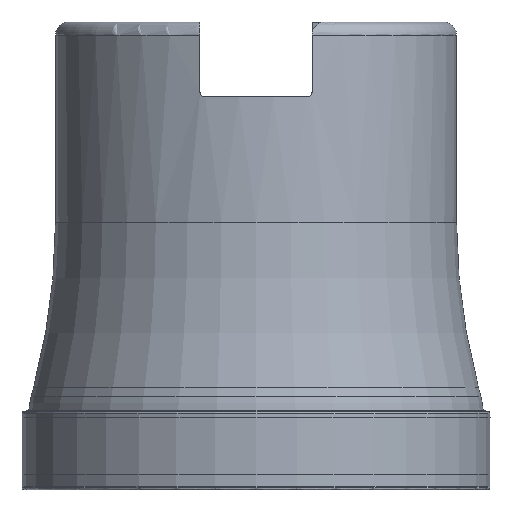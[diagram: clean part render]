
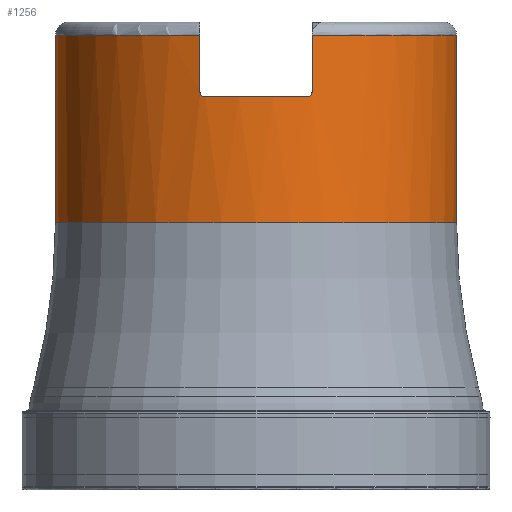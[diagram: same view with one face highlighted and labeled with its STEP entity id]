
A CAD part, left-side view. The second image highlights one B-rep face of the part: STEP entity #1256.
In plain terms, the highlighted cylindrical face has radius 15 mm (diameter 30 mm), a partial arc.
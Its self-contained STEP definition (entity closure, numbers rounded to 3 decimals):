
#18=CARTESIAN_POINT('',(0.,0.,1.));
#19=DIRECTION('',(0.,0.,1.));
#20=DIRECTION('',(0.96,0.28,0.));
#21=AXIS2_PLACEMENT_3D('',#18,#19,#20);
#27=DIRECTION('',(0.,0.,-1.));
#28=VECTOR('',#27,4.2);
#29=CARTESIAN_POINT('',(14.4,4.2,5.2));
#30=LINE('',#29,#28);
#34=CARTESIAN_POINT('',(0.,0.,5.6));
#35=DIRECTION('',(0.,0.,-1.));
#36=DIRECTION('',(0.967,0.253,0.));
#37=AXIS2_PLACEMENT_3D('',#34,#35,#36);
#42=DIRECTION('',(0.,0.,-1.));
#43=VECTOR('',#42,4.2);
#44=CARTESIAN_POINT('',(14.4,-4.2,5.2));
#45=LINE('',#44,#43);
#49=CARTESIAN_POINT('',(0.,0.,1.));
#50=DIRECTION('',(0.,0.,1.));
#51=DIRECTION('',(0.,-1.,0.));
#52=AXIS2_PLACEMENT_3D('',#49,#50,#51);
#73=DIRECTION('',(0.,0.,1.));
#74=VECTOR('',#73,14.);
#75=CARTESIAN_POINT('',(0.,15.,1.));
#76=LINE('',#75,#74);
#80=DIRECTION('',(0.,0.,1.));
#81=VECTOR('',#80,14.);
#82=CARTESIAN_POINT('',(0.,-15.,1.));
#83=LINE('',#82,#81);
#141=CARTESIAN_POINT('',(0.,0.,15.));
#142=DIRECTION('',(0.,0.,-1.));
#143=DIRECTION('',(0.,1.,0.));
#144=AXIS2_PLACEMENT_3D('',#141,#142,#143);
#790=CARTESIAN_POINT('',(14.4,-4.2,1.));
#1021=CARTESIAN_POINT('',(14.4,-4.2,5.2));
#1022=CARTESIAN_POINT('',(14.4,-4.2,5.218));
#1023=CARTESIAN_POINT('',(14.401,-4.197,5.255));
#1024=CARTESIAN_POINT('',(14.404,-4.186,5.311));
#1025=CARTESIAN_POINT('',(14.41,-4.166,5.364));
#1026=CARTESIAN_POINT('',(14.417,-4.14,5.414));
#1027=CARTESIAN_POINT('',(14.427,-4.106,5.46));
#1028=CARTESIAN_POINT('',(14.439,-4.066,5.501));
#1029=CARTESIAN_POINT('',(14.451,-4.02,5.536));
#1030=CARTESIAN_POINT('',(14.465,-3.97,5.564));
#1031=CARTESIAN_POINT('',(14.48,-3.915,5.585));
#1032=CARTESIAN_POINT('',(14.495,-3.858,5.597));
#1033=CARTESIAN_POINT('',(14.506,-3.819,5.6));
#1034=CARTESIAN_POINT('',(14.511,-3.8,5.6));
#1057=CARTESIAN_POINT('',(14.511,3.8,5.6));
#1058=CARTESIAN_POINT('',(14.506,3.819,5.6));
#1059=CARTESIAN_POINT('',(14.495,3.858,5.597));
#1060=CARTESIAN_POINT('',(14.48,3.915,5.585));
#1061=CARTESIAN_POINT('',(14.465,3.97,5.564));
#1062=CARTESIAN_POINT('',(14.451,4.02,5.536));
#1063=CARTESIAN_POINT('',(14.439,4.066,5.501));
#1064=CARTESIAN_POINT('',(14.427,4.106,5.46));
#1065=CARTESIAN_POINT('',(14.417,4.14,5.414));
#1066=CARTESIAN_POINT('',(14.41,4.166,5.364));
#1067=CARTESIAN_POINT('',(14.404,4.186,5.311));
#1068=CARTESIAN_POINT('',(14.401,4.197,5.255));
#1069=CARTESIAN_POINT('',(14.4,4.2,5.218));
#1070=CARTESIAN_POINT('',(14.4,4.2,5.2));
#1121=CARTESIAN_POINT('',(0.,15.,1.));
#1123=VERTEX_POINT('',#1121);
#1125=CARTESIAN_POINT('',(14.4,4.2,1.));
#1126=VERTEX_POINT('',#1125);
#1127=CARTESIAN_POINT('',(0.,15.,15.));
#1128=VERTEX_POINT('',#1127);
#1129=CARTESIAN_POINT('',(0.,-15.,1.));
#1130=CARTESIAN_POINT('',(0.,-15.,15.));
#1131=VERTEX_POINT('',#1129);
#1132=VERTEX_POINT('',#1130);
#1165=CARTESIAN_POINT('',(14.4,-4.2,5.2));
#1167=VERTEX_POINT('',#1165);
#1169=CARTESIAN_POINT('',(14.511,-3.8,5.6));
#1171=VERTEX_POINT('',#1169);
#1173=CARTESIAN_POINT('',(14.511,3.8,5.6));
#1175=VERTEX_POINT('',#1173);
#1177=CARTESIAN_POINT('',(14.4,4.2,5.2));
#1179=VERTEX_POINT('',#1177);
#1204=VERTEX_POINT('',#790);
#1229=CARTESIAN_POINT('',(0.,0.,36.287));
#1230=DIRECTION('',(0.,0.,-1.));
#1231=DIRECTION('',(0.,-1.,0.));
#1232=AXIS2_PLACEMENT_3D('',#1229,#1230,#1231);
#1233=CYLINDRICAL_SURFACE('',#1232,15.);
#1235=ORIENTED_EDGE('',*,*,#1234,.F.);
#1237=ORIENTED_EDGE('',*,*,#1236,.F.);
#1239=ORIENTED_EDGE('',*,*,#1238,.F.);
#1241=ORIENTED_EDGE('',*,*,#1240,.T.);
#1243=ORIENTED_EDGE('',*,*,#1242,.F.);
#1245=ORIENTED_EDGE('',*,*,#1244,.T.);
#1247=ORIENTED_EDGE('',*,*,#1246,.F.);
#1249=ORIENTED_EDGE('',*,*,#1248,.T.);
#1251=ORIENTED_EDGE('',*,*,#1250,.F.);
#1253=ORIENTED_EDGE('',*,*,#1252,.F.);
#1254=EDGE_LOOP('',(#1235,#1237,#1239,#1241,#1243,#1245,#1247,#1249,#1251,
#1253));
#1255=FACE_OUTER_BOUND('',#1254,.F.);
#1256=ADVANCED_FACE('',(#1255),#1233,.T.);
#22=CIRCLE('',#21,15.);
#38=CIRCLE('',#37,15.);
#53=CIRCLE('',#52,15.);
#145=CIRCLE('',#144,15.);
#1035=B_SPLINE_CURVE_WITH_KNOTS('',3,(#1021,#1022,#1023,#1024,#1025,#1026,#1027,
#1028,#1029,#1030,#1031,#1032,#1033,#1034),.UNSPECIFIED.,.F.,.F.,(4,1,1,1,1,1,1,
1,1,1,1,4),(0.,0.091,0.182,0.273,
0.364,0.455,0.545,0.636,
0.727,0.818,0.909,1.),.UNSPECIFIED.);
#1071=B_SPLINE_CURVE_WITH_KNOTS('',3,(#1057,#1058,#1059,#1060,#1061,#1062,#1063,
#1064,#1065,#1066,#1067,#1068,#1069,#1070),.UNSPECIFIED.,.F.,.F.,(4,1,1,1,1,1,1,
1,1,1,1,4),(0.,0.091,0.182,0.273,
0.364,0.455,0.545,0.636,
0.727,0.818,0.909,1.),.UNSPECIFIED.);
#1234=EDGE_CURVE('',#1126,#1123,#22,.T.);
#1236=EDGE_CURVE('',#1179,#1126,#30,.T.);
#1238=EDGE_CURVE('',#1175,#1179,#1071,.T.);
#1240=EDGE_CURVE('',#1175,#1171,#38,.T.);
#1242=EDGE_CURVE('',#1167,#1171,#1035,.T.);
#1244=EDGE_CURVE('',#1167,#1204,#45,.T.);
#1246=EDGE_CURVE('',#1131,#1204,#53,.T.);
#1248=EDGE_CURVE('',#1131,#1132,#83,.T.);
#1250=EDGE_CURVE('',#1128,#1132,#145,.T.);
#1252=EDGE_CURVE('',#1123,#1128,#76,.T.);
